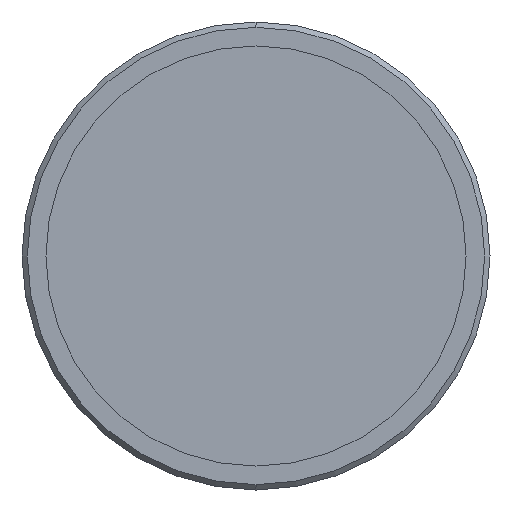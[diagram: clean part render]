
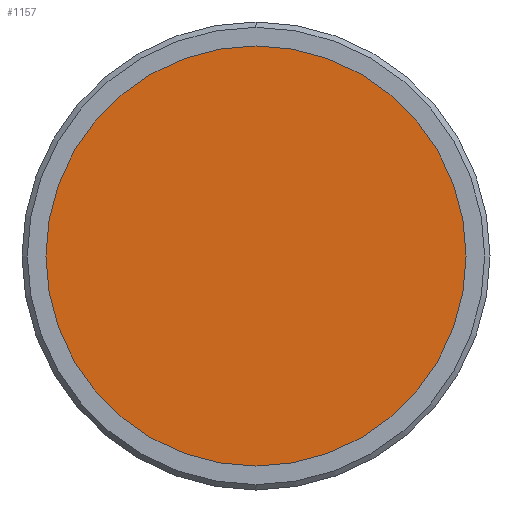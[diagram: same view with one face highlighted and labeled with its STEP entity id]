
A CAD part, left-side view. The second image highlights one B-rep face of the part: STEP entity #1157.
In plain terms, the highlighted planar face has unit normal (-1, 0, 0).
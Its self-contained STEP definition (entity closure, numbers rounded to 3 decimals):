
#61 = ORIENTED_EDGE ( 'NONE', *, *, #746, .F. ) ;
#142 = VERTEX_POINT ( 'NONE', #332 ) ;
#163 = VERTEX_POINT ( 'NONE', #315 ) ;
#202 = EDGE_LOOP ( 'NONE', ( #605, #61 ) ) ;
#315 = CARTESIAN_POINT ( 'NONE',  ( 1.33, 0., -19.75 ) ) ;
#332 = CARTESIAN_POINT ( 'NONE',  ( 1.33, 0., 19.75 ) ) ;
#390 = DIRECTION ( 'NONE',  ( 0., 0., 1. ) ) ;
#411 = CARTESIAN_POINT ( 'NONE',  ( 1.33, 0., 0. ) ) ;
#414 = DIRECTION ( 'NONE',  ( 1., 0., 0. ) ) ;
#605 = ORIENTED_EDGE ( 'NONE', *, *, #610, .F. ) ;
#610 = EDGE_CURVE ( 'NONE', #142, #163, #1000, .T. ) ;
#701 = AXIS2_PLACEMENT_3D ( 'NONE', #1499, #1464, #1472 ) ;
#746 = EDGE_CURVE ( 'NONE', #163, #142, #839, .T. ) ;
#797 = AXIS2_PLACEMENT_3D ( 'NONE', #411, #414, #390 ) ;
#839 = CIRCLE ( 'NONE', #701, 19.75 ) ;
#1000 = CIRCLE ( 'NONE', #797, 19.75 ) ;
#1157 = ADVANCED_FACE ( 'NONE', ( #1889 ), #1813, .F. ) ;
#1464 = DIRECTION ( 'NONE',  ( 1., 0., 0. ) ) ;
#1472 = DIRECTION ( 'NONE',  ( 0., 0., 1. ) ) ;
#1499 = CARTESIAN_POINT ( 'NONE',  ( 1.33, 0., 0. ) ) ;
#1681 = AXIS2_PLACEMENT_3D ( 'NONE', #1796, #1814, #1797 ) ;
#1796 = CARTESIAN_POINT ( 'NONE',  ( 1.33, -19.987, 19.987 ) ) ;
#1797 = DIRECTION ( 'NONE',  ( 0., 0., -1. ) ) ;
#1813 = PLANE ( 'NONE',  #1681 ) ;
#1814 = DIRECTION ( 'NONE',  ( 1., 0., 0. ) ) ;
#1889 = FACE_OUTER_BOUND ( 'NONE', #202, .T. ) ;
